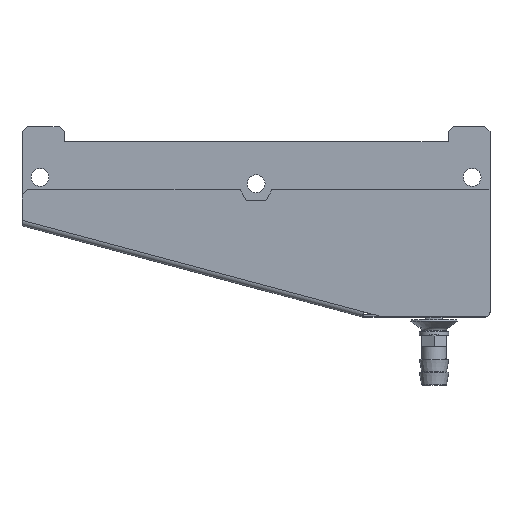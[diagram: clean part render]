
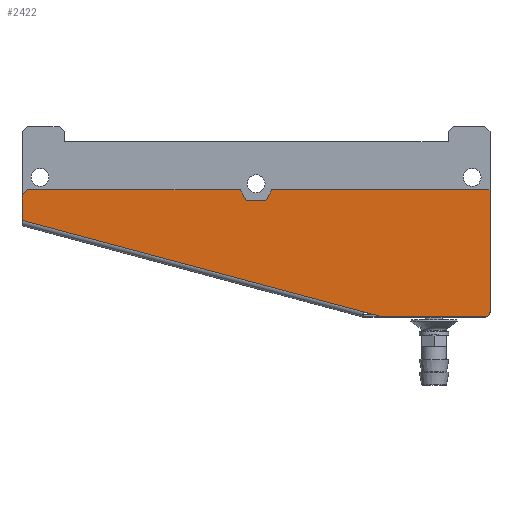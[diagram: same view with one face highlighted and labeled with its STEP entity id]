
A CAD part, top view. The second image highlights one B-rep face of the part: STEP entity #2422.
In plain terms, the highlighted planar face has unit normal (0, 0, 1).
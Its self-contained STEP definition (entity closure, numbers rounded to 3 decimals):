
#310=CARTESIAN_POINT('',(-92.,12.976,25.));
#319=DIRECTION('',(0.966,-0.259,0.));
#320=VECTOR('',#319,139.);
#321=CARTESIAN_POINT('',(-92.,12.976,25.));
#322=LINE('',#321,#320);
#837=DIRECTION('',(0.,-1.,0.));
#838=VECTOR('',#837,10.024);
#839=CARTESIAN_POINT('',(-92.,23.,25.));
#840=LINE('',#839,#838);
#841=DIRECTION('',(-0.707,-0.707,0.));
#842=VECTOR('',#841,2.828);
#843=CARTESIAN_POINT('',(-90.,25.,25.));
#844=LINE('',#843,#842);
#845=DIRECTION('',(-1.,0.,0.));
#846=VECTOR('',#845,83.765);
#847=CARTESIAN_POINT('',(-6.235,25.,25.));
#848=LINE('',#847,#846);
#849=DIRECTION('',(0.5,-0.866,0.));
#850=VECTOR('',#849,4.792);
#851=CARTESIAN_POINT('',(-6.235,25.,25.));
#852=LINE('',#851,#850);
#853=DIRECTION('',(-1.,0.,0.));
#854=VECTOR('',#853,7.679);
#855=CARTESIAN_POINT('',(3.839,20.85,25.));
#856=LINE('',#855,#854);
#857=DIRECTION('',(-0.5,-0.866,0.));
#858=VECTOR('',#857,4.792);
#859=CARTESIAN_POINT('',(6.235,25.,25.));
#860=LINE('',#859,#858);
#861=DIRECTION('',(-1.,0.,0.));
#862=VECTOR('',#861,85.765);
#863=CARTESIAN_POINT('',(92.,25.,25.));
#864=LINE('',#863,#862);
#865=DIRECTION('',(0.,1.,0.));
#866=VECTOR('',#865,48.);
#867=CARTESIAN_POINT('',(92.,-23.,25.));
#868=LINE('',#867,#866);
#869=DIRECTION('',(1.,0.,0.));
#870=VECTOR('',#869,40.273);
#871=CARTESIAN_POINT('',(49.727,-25.,25.));
#872=LINE('',#871,#870);
#873=DIRECTION('',(-0.966,0.259,0.));
#874=VECTOR('',#873,7.727);
#875=CARTESIAN_POINT('',(49.727,-25.,25.));
#876=LINE('',#875,#874);
#901=CARTESIAN_POINT('',(90.,-25.,25.));
#902=CARTESIAN_POINT('',(90.275,-24.996,25.));
#903=CARTESIAN_POINT('',(90.779,-24.897,25.));
#904=CARTESIAN_POINT('',(91.452,-24.452,25.));
#905=CARTESIAN_POINT('',(91.897,-23.779,25.));
#906=CARTESIAN_POINT('',(91.996,-23.275,25.));
#907=CARTESIAN_POINT('',(92.,-23.,25.));
#929=CARTESIAN_POINT('',(92.,-23.,25.));
#930=CARTESIAN_POINT('',(92.,25.,25.));
#931=VERTEX_POINT('',#929);
#932=VERTEX_POINT('',#930);
#961=VERTEX_POINT('',#901);
#983=CARTESIAN_POINT('',(49.727,-25.,25.));
#984=CARTESIAN_POINT('',(42.263,-23.,25.));
#985=VERTEX_POINT('',#983);
#986=VERTEX_POINT('',#984);
#1025=VERTEX_POINT('',#310);
#1075=CARTESIAN_POINT('',(-92.,23.,25.));
#1076=VERTEX_POINT('',#1075);
#1143=CARTESIAN_POINT('',(-6.235,25.,25.));
#1144=CARTESIAN_POINT('',(-3.839,20.85,25.));
#1145=VERTEX_POINT('',#1143);
#1146=VERTEX_POINT('',#1144);
#1147=CARTESIAN_POINT('',(6.235,25.,25.));
#1148=CARTESIAN_POINT('',(3.839,20.85,25.));
#1149=VERTEX_POINT('',#1147);
#1150=VERTEX_POINT('',#1148);
#1159=CARTESIAN_POINT('',(-90.,25.,25.));
#1160=VERTEX_POINT('',#1159);
#2393=CARTESIAN_POINT('',(0.,0.,25.));
#2394=DIRECTION('',(0.,0.,1.));
#2395=DIRECTION('',(1.,0.,0.));
#2396=AXIS2_PLACEMENT_3D('',#2393,#2394,#2395);
#2397=PLANE('',#2396);
#2398=ORIENTED_EDGE('',*,*,#2384,.F.);
#2400=ORIENTED_EDGE('',*,*,#2399,.F.);
#2402=ORIENTED_EDGE('',*,*,#2401,.F.);
#2404=ORIENTED_EDGE('',*,*,#2403,.T.);
#2406=ORIENTED_EDGE('',*,*,#2405,.F.);
#2408=ORIENTED_EDGE('',*,*,#2407,.F.);
#2410=ORIENTED_EDGE('',*,*,#2409,.F.);
#2412=ORIENTED_EDGE('',*,*,#2411,.F.);
#2414=ORIENTED_EDGE('',*,*,#2413,.F.);
#2416=ORIENTED_EDGE('',*,*,#2415,.F.);
#2418=ORIENTED_EDGE('',*,*,#2417,.T.);
#2419=ORIENTED_EDGE('',*,*,#1534,.F.);
#2420=EDGE_LOOP('',(#2398,#2400,#2402,#2404,#2406,#2408,#2410,#2412,#2414,#2416,
#2418,#2419));
#2421=FACE_OUTER_BOUND('',#2420,.F.);
#908=B_SPLINE_CURVE_WITH_KNOTS('',3,(#901,#902,#903,#904,#905,#906,#907),
.UNSPECIFIED.,.F.,.F.,(4,1,1,1,4),(0.,0.25,0.5,0.75,1.),
.UNSPECIFIED.);
#1534=EDGE_CURVE('',#1025,#986,#322,.T.);
#2384=EDGE_CURVE('',#1076,#1025,#840,.T.);
#2399=EDGE_CURVE('',#1160,#1076,#844,.T.);
#2401=EDGE_CURVE('',#1145,#1160,#848,.T.);
#2403=EDGE_CURVE('',#1145,#1146,#852,.T.);
#2405=EDGE_CURVE('',#1150,#1146,#856,.T.);
#2407=EDGE_CURVE('',#1149,#1150,#860,.T.);
#2409=EDGE_CURVE('',#932,#1149,#864,.T.);
#2411=EDGE_CURVE('',#931,#932,#868,.T.);
#2413=EDGE_CURVE('',#961,#931,#908,.T.);
#2415=EDGE_CURVE('',#985,#961,#872,.T.);
#2417=EDGE_CURVE('',#985,#986,#876,.T.);
#2422=ADVANCED_FACE('',(#2421),#2397,.T.);
